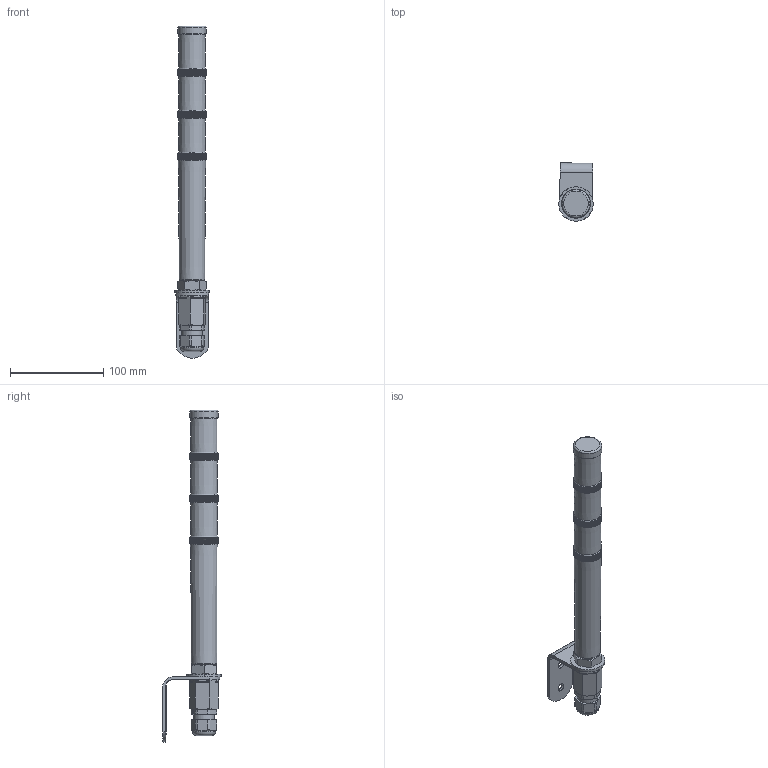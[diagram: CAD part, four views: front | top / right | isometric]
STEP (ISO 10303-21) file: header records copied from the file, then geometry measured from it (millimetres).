
FILE_DESCRIPTION(/* description */ (''),/* implementation_level */ '2;1');
FILE_NAME(/* name */ 'CSW0 CSS with 3 Callotts.stp',/* time_stamp */ '2015-10-15T14:00:47+02:00',/* author */ (''),/* organization */ (''),/* preprocessor_version */ 'ST-DEVELOPER v11',/* originating_system */ 'SIEMENS PLM Software NX 7.5',/* authorisation */ '');
FILE_SCHEMA (('AUTOMOTIVE_DESIGN { 1 0 10303 214 1 1 1 1 }'));
Products named in the file (1): m.ne88528w56
Bounding box: 36.8 x 62.6 x 356.57 mm (x, y, z)
Volume: 246727.9 mm3; surface area: 52169.1 mm2
Topology: 6 solids, 8 shells, 1835 faces, 5344 edges, 3542 vertices
Faces by surface type: plane 1188, cylinder 590, cone 54, torus 3
Full cylindrical faces by diameter (mm): 7 x1, 8.5 x2, 20 x2, 21.2 x1, 21.5 x1, 22.3 x1, 25 x1, 26.5 x1, 27.272 x1, 28.5 x3, 29.3 x3, 30.4 x1
Entity records: 58266 total; most frequent: CARTESIAN_POINT 15300, ORIENTED_EDGE 10590, DIRECTION 8002, EDGE_CURVE 5295, VERTEX_POINT 3529, AXIS2_PLACEMENT_3D 3103, EDGE_LOOP 1896, ADVANCED_FACE 1835
